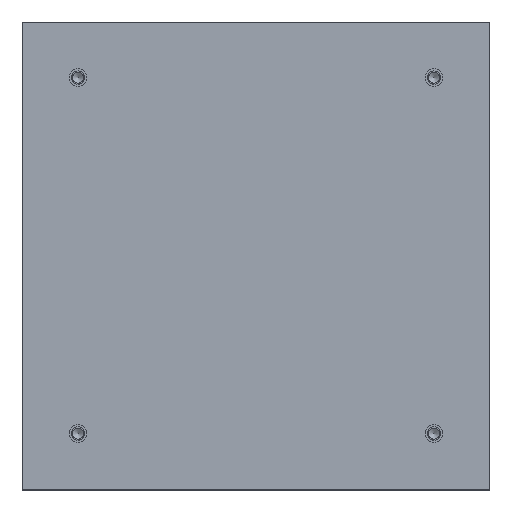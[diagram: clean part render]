
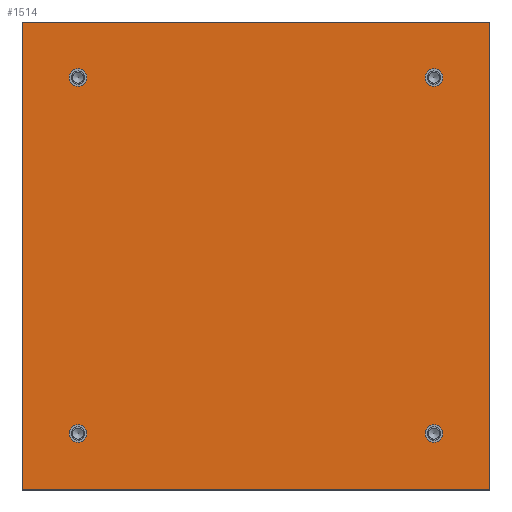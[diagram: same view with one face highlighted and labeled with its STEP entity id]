
A CAD part, top view. The second image highlights one B-rep face of the part: STEP entity #1514.
In plain terms, the highlighted face is planar.
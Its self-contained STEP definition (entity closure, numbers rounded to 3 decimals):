
#1417 = VERTEX_POINT('',#1418);
#1418 = CARTESIAN_POINT('',(-52.5,52.5,0.));
#1435 = VERTEX_POINT('',#1436);
#1436 = CARTESIAN_POINT('',(52.5,52.5,0.));
#1442 = EDGE_CURVE('',#1417,#1435,#1443,.T.);
#1443 = LINE('',#1444,#1445);
#1444 = CARTESIAN_POINT('',(-52.5,52.5,0.));
#1445 = VECTOR('',#1446,1.);
#1446 = DIRECTION('',(1.,0.,0.));
#1457 = VERTEX_POINT('',#1458);
#1458 = CARTESIAN_POINT('',(-52.5,-52.5,0.));
#1473 = EDGE_CURVE('',#1457,#1417,#1474,.T.);
#1474 = LINE('',#1475,#1476);
#1475 = CARTESIAN_POINT('',(-52.5,-52.5,0.));
#1476 = VECTOR('',#1477,1.);
#1477 = DIRECTION('',(0.,1.,0.));
#1497 = VERTEX_POINT('',#1498);
#1498 = CARTESIAN_POINT('',(52.5,-52.5,0.));
#1504 = EDGE_CURVE('',#1435,#1497,#1505,.T.);
#1505 = LINE('',#1506,#1507);
#1506 = CARTESIAN_POINT('',(52.5,52.5,0.));
#1507 = VECTOR('',#1508,1.);
#1508 = DIRECTION('',(0.,-1.,0.));
#1514 = ADVANCED_FACE('',(#1515,#1526,#1537,#1548,#1559),#1570,.F.);
#1515 = FACE_BOUND('',#1516,.F.);
#1516 = EDGE_LOOP('',(#1517,#1518,#1519,#1525));
#1517 = ORIENTED_EDGE('',*,*,#1442,.F.);
#1518 = ORIENTED_EDGE('',*,*,#1473,.F.);
#1519 = ORIENTED_EDGE('',*,*,#1520,.F.);
#1520 = EDGE_CURVE('',#1497,#1457,#1521,.T.);
#1521 = LINE('',#1522,#1523);
#1522 = CARTESIAN_POINT('',(52.5,-52.5,0.));
#1523 = VECTOR('',#1524,1.);
#1524 = DIRECTION('',(-1.,0.,0.));
#1525 = ORIENTED_EDGE('',*,*,#1504,.F.);
#1526 = FACE_BOUND('',#1527,.F.);
#1527 = EDGE_LOOP('',(#1528));
#1528 = ORIENTED_EDGE('',*,*,#1529,.T.);
#1529 = EDGE_CURVE('',#1530,#1530,#1532,.T.);
#1530 = VERTEX_POINT('',#1531);
#1531 = CARTESIAN_POINT('',(-38.,-40.,0.));
#1532 = CIRCLE('',#1533,2.);
#1533 = AXIS2_PLACEMENT_3D('',#1534,#1535,#1536);
#1534 = CARTESIAN_POINT('',(-40.,-40.,0.));
#1535 = DIRECTION('',(0.,0.,-1.));
#1536 = DIRECTION('',(1.,0.,0.));
#1537 = FACE_BOUND('',#1538,.F.);
#1538 = EDGE_LOOP('',(#1539));
#1539 = ORIENTED_EDGE('',*,*,#1540,.F.);
#1540 = EDGE_CURVE('',#1541,#1541,#1543,.T.);
#1541 = VERTEX_POINT('',#1542);
#1542 = CARTESIAN_POINT('',(38.,-40.,0.));
#1543 = CIRCLE('',#1544,2.);
#1544 = AXIS2_PLACEMENT_3D('',#1545,#1546,#1547);
#1545 = CARTESIAN_POINT('',(40.,-40.,0.));
#1546 = DIRECTION('',(0.,0.,1.));
#1547 = DIRECTION('',(-1.,0.,0.));
#1548 = FACE_BOUND('',#1549,.F.);
#1549 = EDGE_LOOP('',(#1550));
#1550 = ORIENTED_EDGE('',*,*,#1551,.T.);
#1551 = EDGE_CURVE('',#1552,#1552,#1554,.T.);
#1552 = VERTEX_POINT('',#1553);
#1553 = CARTESIAN_POINT('',(-38.,40.,0.));
#1554 = CIRCLE('',#1555,2.);
#1555 = AXIS2_PLACEMENT_3D('',#1556,#1557,#1558);
#1556 = CARTESIAN_POINT('',(-40.,40.,0.));
#1557 = DIRECTION('',(0.,0.,-1.));
#1558 = DIRECTION('',(1.,0.,0.));
#1559 = FACE_BOUND('',#1560,.F.);
#1560 = EDGE_LOOP('',(#1561));
#1561 = ORIENTED_EDGE('',*,*,#1562,.F.);
#1562 = EDGE_CURVE('',#1563,#1563,#1565,.T.);
#1563 = VERTEX_POINT('',#1564);
#1564 = CARTESIAN_POINT('',(38.,40.,0.));
#1565 = CIRCLE('',#1566,2.);
#1566 = AXIS2_PLACEMENT_3D('',#1567,#1568,#1569);
#1567 = CARTESIAN_POINT('',(40.,40.,0.));
#1568 = DIRECTION('',(0.,0.,1.));
#1569 = DIRECTION('',(-1.,0.,0.));
#1570 = PLANE('',#1571);
#1571 = AXIS2_PLACEMENT_3D('',#1572,#1573,#1574);
#1572 = CARTESIAN_POINT('',(0.,0.,0.));
#1573 = DIRECTION('',(0.,0.,1.));
#1574 = DIRECTION('',(1.,0.,0.));
